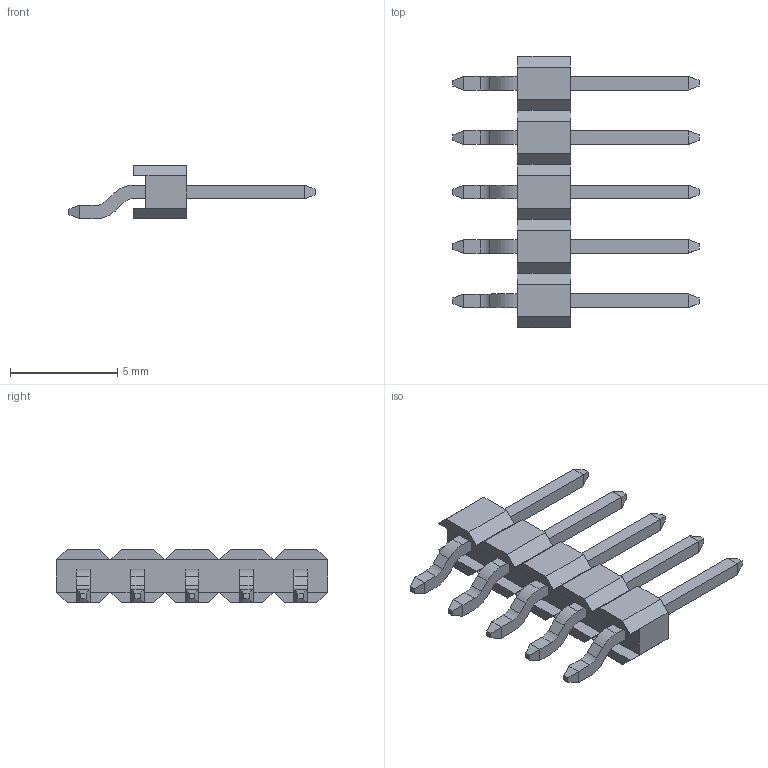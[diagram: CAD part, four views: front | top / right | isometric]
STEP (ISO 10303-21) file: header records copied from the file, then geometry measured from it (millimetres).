
FILE_DESCRIPTION(('FreeCAD Model'),'2;1');
FILE_NAME('Open CASCADE Shape Model','2024-03-22T18:52:34',(''),(''), 'Open CASCADE STEP processor 7.6','FreeCAD','Unknown');
FILE_SCHEMA(('AUTOMOTIVE_DESIGN { 1 0 10303 214 1 1 1 1 }'));
Length unit declared in the file: millimetre
Products named in the file (4): PinHeader_1x5_P2.54 mm_Horizontal_SMD_Right; Plastic; MetalPins; PinMetal
Assembly tree (7 placements, depth 3):
  PinHeader_1x5_P2.54 mm_Horizontal_SMD_Right
    Plastic
    MetalPins
      PinMetal  x5
Bounding box: 11.5 x 12.66 x 2.5 mm (x, y, z)
Volume: 80.1 mm3; surface area: 319.7 mm2
Topology: 6 solids, 6 shells, 192 faces, 480 edges, 300 vertices
Faces by surface type: plane 172, cylinder 20
Entity records: 3385 total; most frequent: CARTESIAN_POINT 556, ORIENTED_EDGE 544, DIRECTION 504, EDGE_CURVE 272, LINE 264, VECTOR 264, VERTEX_POINT 172, AXIS2_PLACEMENT_3D 120
